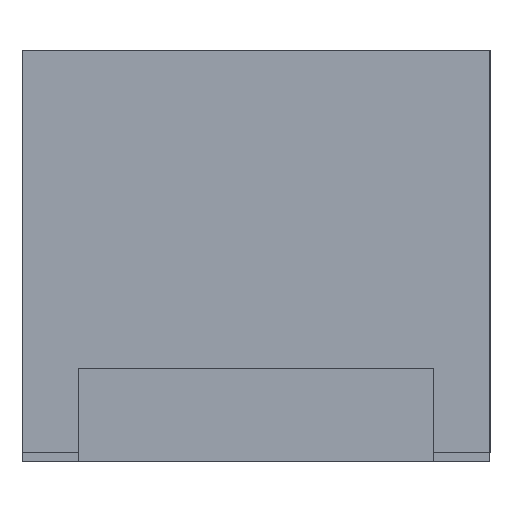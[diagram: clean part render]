
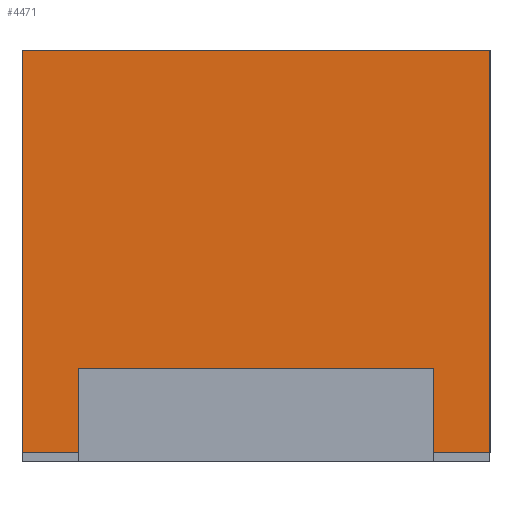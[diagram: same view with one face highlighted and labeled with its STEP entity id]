
A CAD part, left-side view. The second image highlights one B-rep face of the part: STEP entity #4471.
In plain terms, the highlighted planar face has unit normal (-1, 0, 0).
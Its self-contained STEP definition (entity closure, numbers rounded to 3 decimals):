
#28 = DIRECTION ( 'NONE',  ( 0., 0., 1. ) ) ;
#851 = VERTEX_POINT ( 'NONE', #5122 ) ;
#863 = EDGE_CURVE ( 'NONE', #851, #2498, #4484, .T. ) ;
#989 = CARTESIAN_POINT ( 'NONE',  ( -1.6, -0.95, 2.2 ) ) ;
#995 = CARTESIAN_POINT ( 'NONE',  ( -1.6, 0.95, 0.05 ) ) ;
#1032 = LINE ( 'NONE', #989, #5393 ) ;
#1216 = VERTEX_POINT ( 'NONE', #6719 ) ;
#1560 = CARTESIAN_POINT ( 'NONE',  ( -1.6, 0.95, 0.5 ) ) ;
#1829 = CARTESIAN_POINT ( 'NONE',  ( -1.6, 1.25, 0.5 ) ) ;
#1863 = AXIS2_PLACEMENT_3D ( 'NONE', #2540, #5792, #28 ) ;
#2053 = EDGE_CURVE ( 'NONE', #2884, #3168, #2187, .T. ) ;
#2187 = LINE ( 'NONE', #6011, #7199 ) ;
#2252 = VECTOR ( 'NONE', #2925, 1000. ) ;
#2498 = VERTEX_POINT ( 'NONE', #3440 ) ;
#2540 = CARTESIAN_POINT ( 'NONE',  ( -1.6, 1.25, 2.2 ) ) ;
#2719 = LINE ( 'NONE', #4763, #6677 ) ;
#2785 = ORIENTED_EDGE ( 'NONE', *, *, #863, .F. ) ;
#2884 = VERTEX_POINT ( 'NONE', #6740 ) ;
#2925 = DIRECTION ( 'NONE',  ( 0., 1., 0. ) ) ;
#3076 = ORIENTED_EDGE ( 'NONE', *, *, #7014, .F. ) ;
#3147 = EDGE_CURVE ( 'NONE', #4007, #1216, #5209, .T. ) ;
#3155 = CARTESIAN_POINT ( 'NONE',  ( -1.6, 1.25, 0. ) ) ;
#3168 = VERTEX_POINT ( 'NONE', #5491 ) ;
#3197 = EDGE_CURVE ( 'NONE', #6159, #7609, #3320, .T. ) ;
#3320 = LINE ( 'NONE', #4196, #2252 ) ;
#3398 = DIRECTION ( 'NONE',  ( 0., 0., -1. ) ) ;
#3440 = CARTESIAN_POINT ( 'NONE',  ( -1.6, -0.95, 0.05 ) ) ;
#3995 = LINE ( 'NONE', #4589, #7329 ) ;
#4007 = VERTEX_POINT ( 'NONE', #1560 ) ;
#4196 = CARTESIAN_POINT ( 'NONE',  ( -1.6, 1.25, 0.05 ) ) ;
#4440 = DIRECTION ( 'NONE',  ( 0., -1., 0. ) ) ;
#4453 = ORIENTED_EDGE ( 'NONE', *, *, #3147, .T. ) ;
#4471 = ADVANCED_FACE ( 'NONE', ( #6714 ), #7996, .T. ) ;
#4484 = LINE ( 'NONE', #7125, #7012 ) ;
#4589 = CARTESIAN_POINT ( 'NONE',  ( -1.6, 0.95, 2.2 ) ) ;
#4763 = CARTESIAN_POINT ( 'NONE',  ( -1.6, -1.25, 0. ) ) ;
#5112 = VECTOR ( 'NONE', #4440, 1000. ) ;
#5122 = CARTESIAN_POINT ( 'NONE',  ( -1.6, -1.25, 0.05 ) ) ;
#5209 = LINE ( 'NONE', #1829, #5112 ) ;
#5232 = DIRECTION ( 'NONE',  ( 0., 0., 1. ) ) ;
#5318 = VECTOR ( 'NONE', #8353, 1000. ) ;
#5373 = EDGE_LOOP ( 'NONE', ( #7945, #8288, #4453, #6045, #2785, #3076, #6271, #8034 ) ) ;
#5393 = VECTOR ( 'NONE', #8312, 1000. ) ;
#5491 = CARTESIAN_POINT ( 'NONE',  ( -1.6, -1.25, 2.2 ) ) ;
#5792 = DIRECTION ( 'NONE',  ( -1., 0., 0. ) ) ;
#6011 = CARTESIAN_POINT ( 'NONE',  ( -1.6, 1.25, 2.2 ) ) ;
#6045 = ORIENTED_EDGE ( 'NONE', *, *, #8238, .T. ) ;
#6117 = DIRECTION ( 'NONE',  ( 0., 1., 0. ) ) ;
#6159 = VERTEX_POINT ( 'NONE', #995 ) ;
#6166 = EDGE_CURVE ( 'NONE', #2884, #7609, #7641, .T. ) ;
#6271 = ORIENTED_EDGE ( 'NONE', *, *, #2053, .F. ) ;
#6677 = VECTOR ( 'NONE', #3398, 1000. ) ;
#6714 = FACE_OUTER_BOUND ( 'NONE', #5373, .T. ) ;
#6719 = CARTESIAN_POINT ( 'NONE',  ( -1.6, -0.95, 0.5 ) ) ;
#6740 = CARTESIAN_POINT ( 'NONE',  ( -1.6, 1.25, 2.2 ) ) ;
#7012 = VECTOR ( 'NONE', #6117, 1000. ) ;
#7014 = EDGE_CURVE ( 'NONE', #3168, #851, #2719, .T. ) ;
#7125 = CARTESIAN_POINT ( 'NONE',  ( -1.6, 1.25, 0.05 ) ) ;
#7199 = VECTOR ( 'NONE', #7977, 1000. ) ;
#7329 = VECTOR ( 'NONE', #5232, 1000. ) ;
#7445 = CARTESIAN_POINT ( 'NONE',  ( -1.6, 1.25, 0.05 ) ) ;
#7609 = VERTEX_POINT ( 'NONE', #7445 ) ;
#7641 = LINE ( 'NONE', #3155, #5318 ) ;
#7945 = ORIENTED_EDGE ( 'NONE', *, *, #3197, .F. ) ;
#7957 = EDGE_CURVE ( 'NONE', #6159, #4007, #3995, .T. ) ;
#7977 = DIRECTION ( 'NONE',  ( 0., -1., 0. ) ) ;
#7996 = PLANE ( 'NONE',  #1863 ) ;
#8034 = ORIENTED_EDGE ( 'NONE', *, *, #6166, .T. ) ;
#8238 = EDGE_CURVE ( 'NONE', #1216, #2498, #1032, .T. ) ;
#8288 = ORIENTED_EDGE ( 'NONE', *, *, #7957, .T. ) ;
#8312 = DIRECTION ( 'NONE',  ( 0., 0., -1. ) ) ;
#8353 = DIRECTION ( 'NONE',  ( 0., 0., -1. ) ) ;
